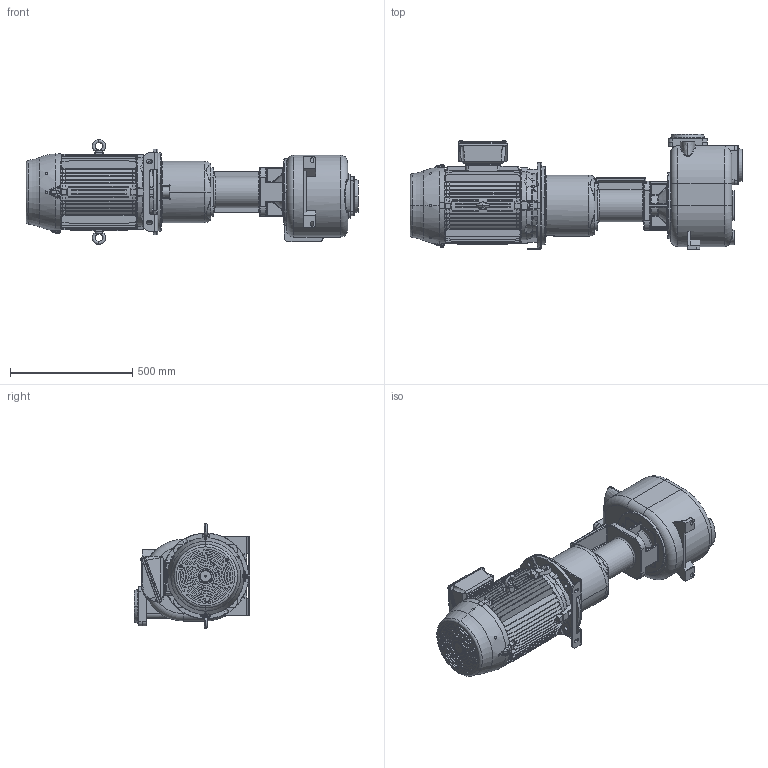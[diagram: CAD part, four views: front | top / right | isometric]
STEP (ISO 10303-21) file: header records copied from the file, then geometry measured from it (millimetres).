
FILE_DESCRIPTION((''),'2;1');
FILE_NAME('S108_BBT','2014-04-16T',('Amenduni'),(''),'PRO/ENGINEER BY PARAMETRIC TECHNOLOGY CORPORATION, 2013410','PRO/ENGINEER BY PARAMETRIC TECHNOLOGY CORPORATION, 2013410','');
FILE_SCHEMA(('CONFIG_CONTROL_DESIGN'));
Products named in the file (1): S108_BBT
Bounding box: 1356.15 x 472 x 427.66 mm (x, y, z)
Volume: 75865870.3 mm3; surface area: 3040334.2 mm2
Topology: 1 solids, 2 shells, 2601 faces, 6879 edges, 4391 vertices
Faces by surface type: plane 981, cylinder 752, cone 364, bspline 334, torus 134, sphere 24, extrusion 12
Entity records: 118296 total; most frequent: CARTESIAN_POINT 56806, ORIENTED_EDGE 13702, DIRECTION 11808, EDGE_CURVE 6851, AXIS2_PLACEMENT_3D 4555, VERTEX_POINT 4391, EDGE_LOOP 2770, VECTOR 2698
